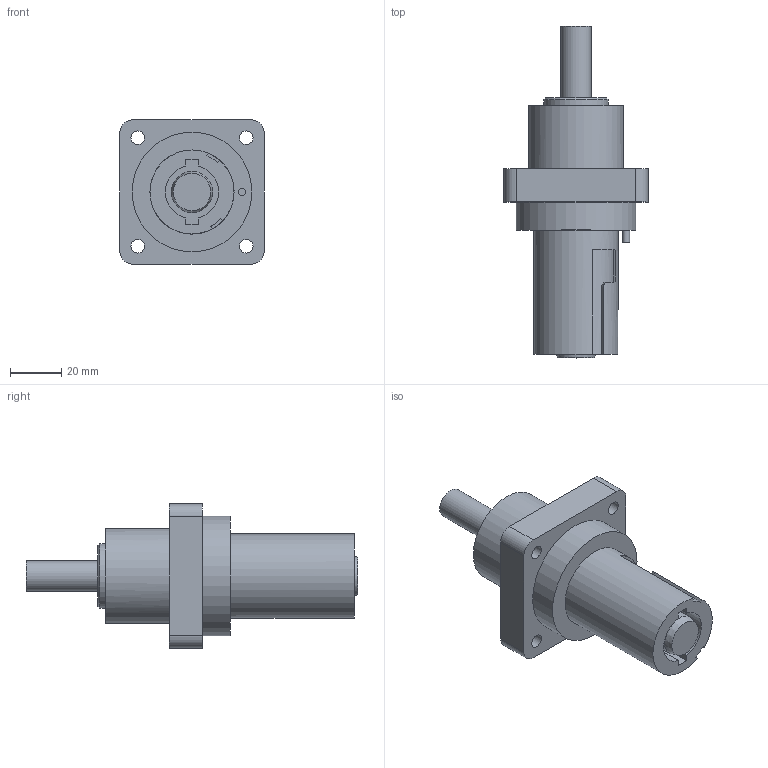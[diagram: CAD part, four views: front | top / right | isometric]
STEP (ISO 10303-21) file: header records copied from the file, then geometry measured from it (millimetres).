
FILE_DESCRIPTION(/* description */ ('Unknown'),/* implementation_level */ '2;1');
FILE_NAME(/* name */ 'PANEL DRAIN',/* time_stamp */ '2020-03-20T12:04:32+00:00',/* author */ ('Unknown'),/* organization */ ('Unknown'),/* preprocessor_version */ 'ST-DEVELOPER v16.7',/* originating_system */ 'DEX',/* authorisation */ $);
FILE_SCHEMA (('AUTOMOTIVE_DESIGN {1 0 10303 214 3 1 1}'));
Length unit declared in the file: millimetre
Products named in the file (2): PANEL DRAIN; IPSPD-E-GN-T5-UL
Assembly tree (1 placements, depth 2):
  PANEL DRAIN
    IPSPD-E-GN-T5-UL
Bounding box: 56.44 x 129.85 x 56.44 mm (x, y, z)
Volume: 119362.1 mm3; surface area: 26009.9 mm2
Topology: 1 solids, 1 shells, 93 faces, 253 edges, 170 vertices
Faces by surface type: plane 46, cylinder 45, cone 2
Full cylindrical faces by diameter (mm): 2.794 x1, 5.334 x4, 11.836 x1, 16.223 x1, 25.349 x1, 32.893 x1, 37.059 x1, 46.787 x1
Entity records: 3563 total; most frequent: DIRECTION 520, CARTESIAN_POINT 505, ORIENTED_EDGE 464, EDGE_CURVE 232, AXIS2_PLACEMENT_3D 197, VERTEX_POINT 162, LINE 126, VECTOR 126
